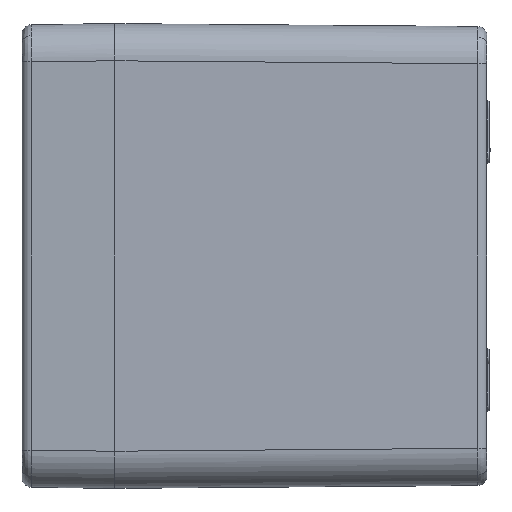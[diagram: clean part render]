
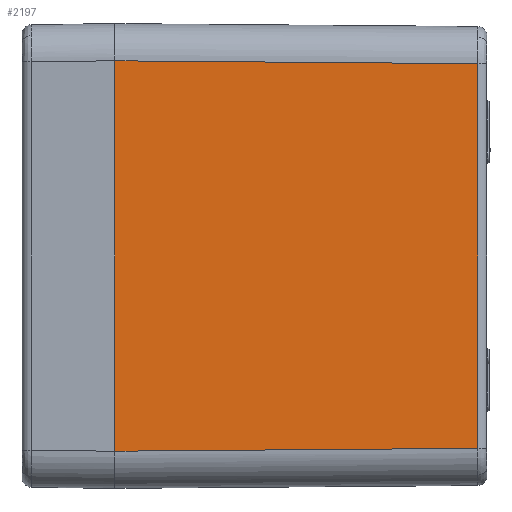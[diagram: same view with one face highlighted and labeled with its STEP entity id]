
A CAD part, left-side view. The second image highlights one B-rep face of the part: STEP entity #2197.
In plain terms, the highlighted planar face has unit normal (-1, -0.008, 0).
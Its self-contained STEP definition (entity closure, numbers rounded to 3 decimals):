
#1036 = VERTEX_POINT ( 'NONE', #7126 ) ;
#1495 = EDGE_CURVE ( 'NONE', #1496, #1497, #10200, .T. ) ;
#1496 = VERTEX_POINT ( 'NONE', #10195 ) ;
#1497 = VERTEX_POINT ( 'NONE', #10196 ) ;
#2197 = ADVANCED_FACE ( 'NONE', ( #12115 ), #12114, .T. ) ;
#2198 = EDGE_LOOP ( 'NONE', ( #2199, #2202, #2204, #2206 ) ) ;
#2199 = ORIENTED_EDGE ( 'NONE', *, *, #2200, .T. ) ;
#2200 = EDGE_CURVE ( 'NONE', #1496, #2201, #12112, .T. ) ;
#2201 = VERTEX_POINT ( 'NONE', #12105 ) ;
#2202 = ORIENTED_EDGE ( 'NONE', *, *, #2203, .T. ) ;
#2203 = EDGE_CURVE ( 'NONE', #2201, #1036, #12104, .T. ) ;
#2204 = ORIENTED_EDGE ( 'NONE', *, *, #2205, .T. ) ;
#2205 = EDGE_CURVE ( 'NONE', #1036, #1497, #12100, .T. ) ;
#2206 = ORIENTED_EDGE ( 'NONE', *, *, #1495, .F. ) ;
#7126 = CARTESIAN_POINT ( 'NONE',  ( -54.527, -58.212, 31.027 ) ) ;
#10195 = CARTESIAN_POINT ( 'NONE',  ( -54.987, 0.3, -31.487 ) ) ;
#10196 = CARTESIAN_POINT ( 'NONE',  ( -54.987, 0.3, 31.487 ) ) ;
#10197 = DIRECTION ( 'NONE',  ( 0., 0., 1. ) ) ;
#10198 = VECTOR ( 'NONE', #10197, 1000. ) ;
#10199 = CARTESIAN_POINT ( 'NONE',  ( -54.987, 0.3, -37.5 ) ) ;
#10200 = LINE ( 'NONE', #10199, #10198 ) ;
#12097 = DIRECTION ( 'NONE',  ( -0.008, 1., 0.008 ) ) ;
#12098 = VECTOR ( 'NONE', #12097, 1000. ) ;
#12099 = CARTESIAN_POINT ( 'NONE',  ( -54.996, 1.458, 31.496 ) ) ;
#12100 = LINE ( 'NONE', #12099, #12098 ) ;
#12101 = DIRECTION ( 'NONE',  ( 0., 0., 1. ) ) ;
#12102 = VECTOR ( 'NONE', #12101, 1000. ) ;
#12103 = CARTESIAN_POINT ( 'NONE',  ( -54.527, -58.212, 31.016 ) ) ;
#12104 = LINE ( 'NONE', #12103, #12102 ) ;
#12105 = CARTESIAN_POINT ( 'NONE',  ( -54.527, -58.212, -31.027 ) ) ;
#12106 = DIRECTION ( 'NONE',  ( 0.008, -1., 0.008 ) ) ;
#12107 = VECTOR ( 'NONE', #12106, 1000. ) ;
#12108 = CARTESIAN_POINT ( 'NONE',  ( -55., 2.047, -31.501 ) ) ;
#12109 = DIRECTION ( 'NONE',  ( 0.008, -1., 0. ) ) ;
#12110 = DIRECTION ( 'NONE',  ( -1., -0.008, 0. ) ) ;
#12111 = AXIS2_PLACEMENT_3D ( 'NONE', #12113, #12110, #12109 ) ;
#12112 = LINE ( 'NONE', #12108, #12107 ) ;
#12113 = CARTESIAN_POINT ( 'NONE',  ( -55., 2., -37.5 ) ) ;
#12114 = PLANE ( 'NONE',  #12111 ) ;
#12115 = FACE_OUTER_BOUND ( 'NONE', #2198, .T. ) ;
